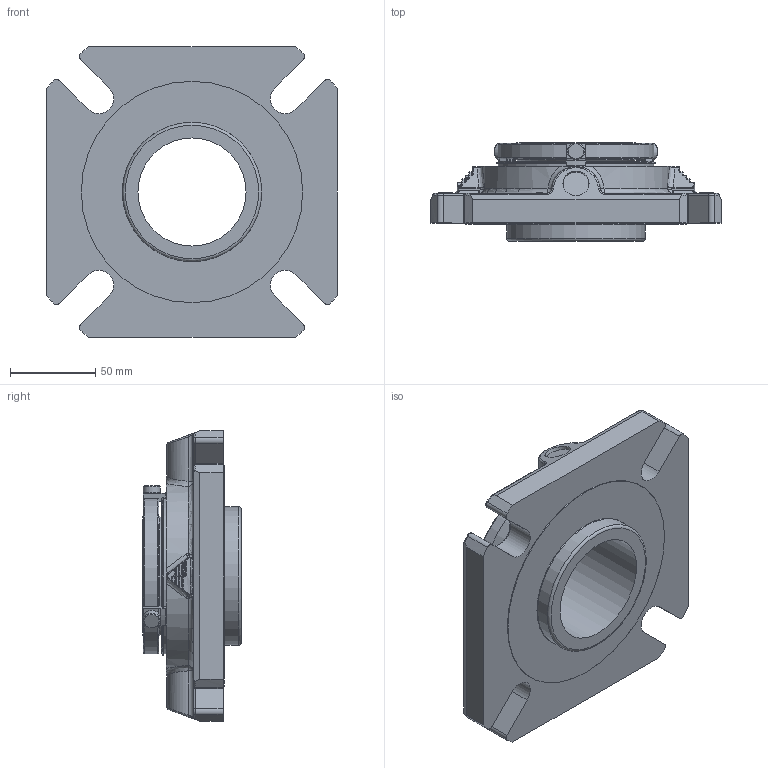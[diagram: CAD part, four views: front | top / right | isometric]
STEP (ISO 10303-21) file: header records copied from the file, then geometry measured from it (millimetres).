
FILE_DESCRIPTION(/* description */ ('Unknown'),/* implementation_level */ '2;1');
FILE_NAME(/* name */ '2.500SMSSANSISealArrangement',/* time_stamp */ '2023-05-23T16:26:50+01:00',/* author */ ('Unknown'),/* organization */ ('Unknown'),/* preprocessor_version */ 'ST-DEVELOPER v18.102',/* originating_system */ 'Solid Edge',/* authorisation */ 'Unknown');
FILE_SCHEMA (('AUTOMOTIVE_DESIGN {1 0 10303 214 3 1 1}'));
Length unit declared in the file: millimetre
Products named in the file (1): 2.500 SMSS SEAL ARRANGEMENT
Bounding box: 170.31 x 57.63 x 170.31 mm (x, y, z)
Volume: 584922 mm3; surface area: 90997.2 mm2
Topology: 1 solids, 1 shells, 840 faces, 2178 edges, 1357 vertices
Faces by surface type: cylinder 286, plane 270, bspline 154, torus 76, sphere 40, cone 14
Full cylindrical faces by diameter (mm): 5.805 x2, 10 x3, 15.314 x1, 15.342 x1, 63.5 x1, 69.825 x1, 70.333 x1, 81.509 x1, 91.567 x2, 93.091 x1, 130 x1
Entity records: 27261 total; most frequent: CARTESIAN_POINT 7651, ORIENTED_EDGE 4238, DIRECTION 3871, EDGE_CURVE 2119, AXIS2_PLACEMENT_3D 1432, VERTEX_POINT 1342, LINE 1007, VECTOR 1007
